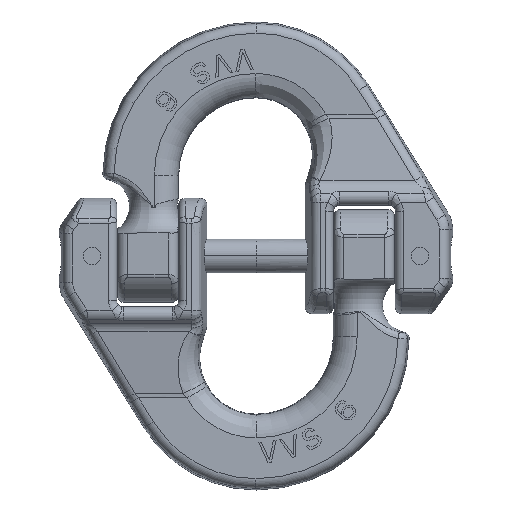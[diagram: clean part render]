
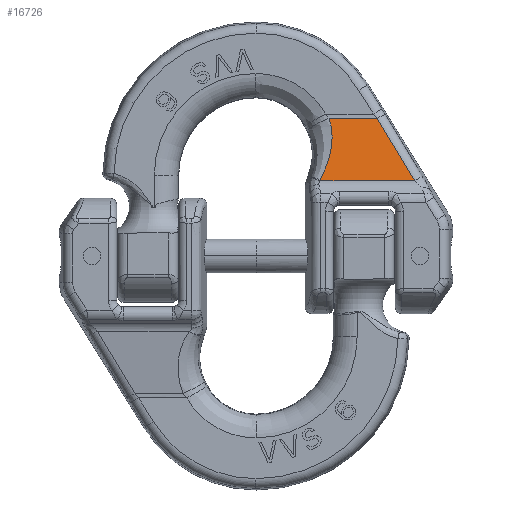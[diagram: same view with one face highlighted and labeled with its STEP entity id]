
A CAD part, top view. The second image highlights one B-rep face of the part: STEP entity #16726.
In plain terms, the highlighted planar face has unit normal (0, 0.139, 0.99).
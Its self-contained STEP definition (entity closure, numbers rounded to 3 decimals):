
#3647=CARTESIAN_POINT('',(17.227,19.554,3.438));
#3680=DIRECTION('',(-0.513,0.85,-0.119));
#3681=VECTOR('',#3680,10.416);
#3682=CARTESIAN_POINT('',(22.572,10.702,4.682));
#3683=LINE('',#3682,#3681);
#3684=DIRECTION('',(1.,0.,0.));
#3685=VECTOR('',#3684,13.48);
#3686=CARTESIAN_POINT('',(9.093,10.702,4.682));
#3687=LINE('',#3686,#3685);
#3688=CARTESIAN_POINT('',(9.143,10.812,4.667));
#3689=CARTESIAN_POINT('',(9.137,10.8,4.668));
#3690=CARTESIAN_POINT('',(9.125,10.776,4.672));
#3691=CARTESIAN_POINT('',(9.108,10.739,4.677));
#3692=CARTESIAN_POINT('',(9.098,10.715,4.68));
#3693=CARTESIAN_POINT('',(9.093,10.702,4.682));
#3695=CARTESIAN_POINT('',(10.395,19.554,3.438));
#3696=CARTESIAN_POINT('',(10.42,19.485,3.448));
#3697=CARTESIAN_POINT('',(10.468,19.345,3.467));
#3698=CARTESIAN_POINT('',(10.535,19.129,3.498));
#3699=CARTESIAN_POINT('',(10.595,18.908,3.529));
#3700=CARTESIAN_POINT('',(10.649,18.68,3.561));
#3701=CARTESIAN_POINT('',(10.697,18.447,3.594));
#3702=CARTESIAN_POINT('',(10.739,18.208,3.627));
#3703=CARTESIAN_POINT('',(10.773,17.963,3.662));
#3704=CARTESIAN_POINT('',(10.801,17.712,3.697));
#3705=CARTESIAN_POINT('',(10.821,17.456,3.733));
#3706=CARTESIAN_POINT('',(10.834,17.193,3.77));
#3707=CARTESIAN_POINT('',(10.838,16.924,3.808));
#3708=CARTESIAN_POINT('',(10.835,16.649,3.846));
#3709=CARTESIAN_POINT('',(10.823,16.367,3.886));
#3710=CARTESIAN_POINT('',(10.802,16.079,3.926));
#3711=CARTESIAN_POINT('',(10.772,15.784,3.968));
#3712=CARTESIAN_POINT('',(10.732,15.481,4.01));
#3713=CARTESIAN_POINT('',(10.682,15.171,4.054));
#3714=CARTESIAN_POINT('',(10.622,14.852,4.099));
#3715=CARTESIAN_POINT('',(10.549,14.523,4.145));
#3716=CARTESIAN_POINT('',(10.467,14.193,4.191));
#3717=CARTESIAN_POINT('',(10.38,13.878,4.236));
#3718=CARTESIAN_POINT('',(10.287,13.573,4.279));
#3719=CARTESIAN_POINT('',(10.191,13.279,4.32));
#3720=CARTESIAN_POINT('',(10.092,12.996,4.36));
#3721=CARTESIAN_POINT('',(9.991,12.722,4.398));
#3722=CARTESIAN_POINT('',(9.888,12.457,4.435));
#3723=CARTESIAN_POINT('',(9.783,12.201,4.471));
#3724=CARTESIAN_POINT('',(9.677,11.953,4.506));
#3725=CARTESIAN_POINT('',(9.571,11.712,4.54));
#3726=CARTESIAN_POINT('',(9.464,11.478,4.573));
#3727=CARTESIAN_POINT('',(9.357,11.25,4.605));
#3728=CARTESIAN_POINT('',(9.25,11.028,4.636));
#3729=CARTESIAN_POINT('',(9.179,10.884,4.657));
#3730=CARTESIAN_POINT('',(9.143,10.812,4.667));
#3732=DIRECTION('',(1.,0.,0.));
#3733=VECTOR('',#3732,6.832);
#3734=CARTESIAN_POINT('',(10.395,19.554,3.438));
#3735=LINE('',#3734,#3733);
#10396=VERTEX_POINT('',#3695);
#10397=VERTEX_POINT('',#3730);
#10438=VERTEX_POINT('',#3647);
#10440=CARTESIAN_POINT('',(22.572,10.702,4.682));
#10441=VERTEX_POINT('',#10440);
#10466=CARTESIAN_POINT('',(9.093,10.702,4.682));
#10467=VERTEX_POINT('',#10466);
#16712=CARTESIAN_POINT('',(0.,19.872,3.393));
#16713=DIRECTION('',(0.,-0.139,-0.99));
#16714=DIRECTION('',(0.,-0.99,0.139));
#16715=AXIS2_PLACEMENT_3D('',#16712,#16713,#16714);
#16716=PLANE('',#16715);
#16717=ORIENTED_EDGE('',*,*,#16704,.F.);
#16718=ORIENTED_EDGE('',*,*,#14032,.F.);
#16720=ORIENTED_EDGE('',*,*,#16719,.F.);
#16722=ORIENTED_EDGE('',*,*,#16721,.F.);
#16723=ORIENTED_EDGE('',*,*,#16646,.T.);
#16724=EDGE_LOOP('',(#16717,#16718,#16720,#16722,#16723));
#16725=FACE_OUTER_BOUND('',#16724,.F.);
#16726=ADVANCED_FACE('',(#16725),#16716,.F.);
#3694=B_SPLINE_CURVE_WITH_KNOTS('',3,(#3688,#3689,#3690,#3691,#3692,#3693),
.UNSPECIFIED.,.F.,.F.,(4,1,1,4),(0.,0.333,0.667,1.),
.UNSPECIFIED.);
#3731=B_SPLINE_CURVE_WITH_KNOTS('',3,(#3695,#3696,#3697,#3698,#3699,#3700,#3701,
#3702,#3703,#3704,#3705,#3706,#3707,#3708,#3709,#3710,#3711,#3712,#3713,#3714,
#3715,#3716,#3717,#3718,#3719,#3720,#3721,#3722,#3723,#3724,#3725,#3726,#3727,
#3728,#3729,#3730),.UNSPECIFIED.,.F.,.F.,(4,1,1,1,1,1,1,1,1,1,1,1,1,1,1,1,1,1,1,
1,1,1,1,1,1,1,1,1,1,1,1,1,1,4),(0.,0.03,0.061,
0.091,0.121,0.152,0.182,
0.212,0.242,0.273,0.303,
0.333,0.364,0.394,0.424,
0.455,0.485,0.515,0.545,
0.576,0.606,0.636,0.667,
0.697,0.727,0.758,0.788,
0.818,0.848,0.879,0.909,
0.939,0.97,1.),.UNSPECIFIED.);
#14032=EDGE_CURVE('',#10467,#10441,#3687,.T.);
#16646=EDGE_CURVE('',#10396,#10438,#3735,.T.);
#16704=EDGE_CURVE('',#10441,#10438,#3683,.T.);
#16719=EDGE_CURVE('',#10397,#10467,#3694,.T.);
#16721=EDGE_CURVE('',#10396,#10397,#3731,.T.);
